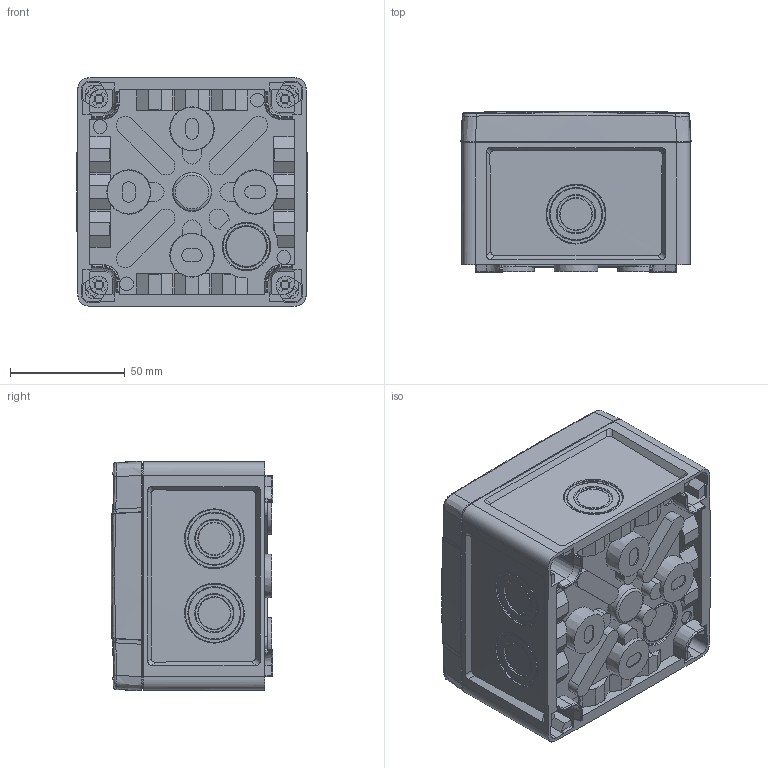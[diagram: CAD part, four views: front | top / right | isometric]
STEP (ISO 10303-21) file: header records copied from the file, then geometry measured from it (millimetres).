
FILE_DESCRIPTION(/* description */ ('STEP AP214'),/* implementation_level */ '2;1');
FILE_NAME(/* name */ '40440001',/* time_stamp */ '2024-12-06T18:50:43+01:00',/* author */ ('License CC BY-ND 4.0'),/* organization */ ('CADENAS'),/* preprocessor_version */ 'ST-DEVELOPER v19.3',/* originating_system */ 'PARTsolutions',/* authorisation */ ' ');
FILE_SCHEMA (('AUTOMOTIVE_DESIGN {1 0 10303 214 3 1 1}'));
Length unit declared in the file: millimetre
Products named in the file (8): 40440001; 40440001_PART1; 40440001_PART2; 40440001_PART3; 40440001_PART4; 40440001_PART5; 40440001_PART6; 40440001_PART7
Assembly tree (10 placements, depth 2):
  40440001
    40440001_PART1  x4
    40440001_PART2
    40440001_PART3
    40440001_PART4
    40440001_PART5
    40440001_PART6
    40440001_PART7
Bounding box: 100.21 x 70.2 x 99.97 mm (x, y, z)
Volume: 157768.1 mm3; surface area: 131695 mm2
Topology: 10 solids, 10 shells, 1792 faces, 4797 edges, 3100 vertices
Faces by surface type: plane 983, cylinder 294, cone 272, bspline 127, torus 82, sphere 34
Full cylindrical faces by diameter (mm): 1 x4, 1.5 x2, 3.2 x4, 4 x8, 6 x8, 14 x4, 14.5 x1
Entity records: 61525 total; most frequent: CARTESIAN_POINT 22016, ORIENTED_EDGE 8344, DIRECTION 7889, EDGE_CURVE 4172, AXIS2_PLACEMENT_3D 2774, VERTEX_POINT 2733, LINE 2341, VECTOR 2341
